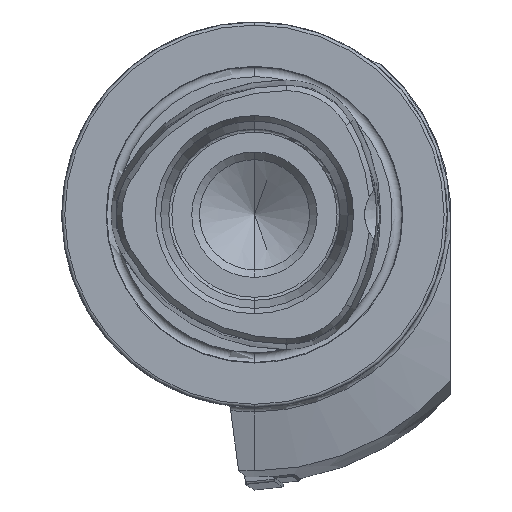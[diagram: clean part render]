
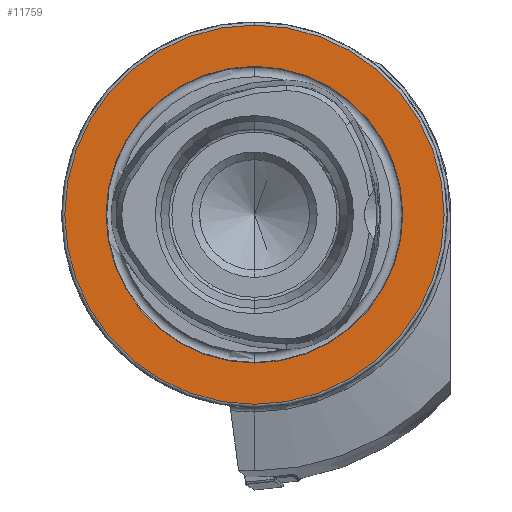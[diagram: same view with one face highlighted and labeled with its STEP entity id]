
A CAD part, left-side view. The second image highlights one B-rep face of the part: STEP entity #11759.
In plain terms, the highlighted planar face has unit normal (-1, 0, 0).
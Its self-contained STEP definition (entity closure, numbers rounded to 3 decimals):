
#697 = CIRCLE ( 'NONE', #5049, 24.25 ) ;
#705 = CIRCLE ( 'NONE', #5052, 31. ) ;
#1983 = AXIS2_PLACEMENT_3D ( 'NONE', #2592, #2597, #2598 ) ;
#2272 = CARTESIAN_POINT ( 'NONE',  ( 0., 0., -24.25 ) ) ;
#2274 = CARTESIAN_POINT ( 'NONE',  ( 0., 0., 24.25 ) ) ;
#2276 = CARTESIAN_POINT ( 'NONE',  ( 0., 0., 31. ) ) ;
#2277 = CARTESIAN_POINT ( 'NONE',  ( 0., 0., -31. ) ) ;
#2592 = CARTESIAN_POINT ( 'NONE',  ( 0., 24.25, 0. ) ) ;
#2595 = PLANE ( 'NONE',  #1983 ) ;
#2597 = DIRECTION ( 'NONE',  ( 1., 0., 0. ) ) ;
#2598 = DIRECTION ( 'NONE',  ( 0., 0., -1. ) ) ;
#4641 = CARTESIAN_POINT ( 'NONE',  ( 0., 0., 0. ) ) ;
#4642 = DIRECTION ( 'NONE',  ( -1., 0., 0. ) ) ;
#4643 = DIRECTION ( 'NONE',  ( 0., 0., 1. ) ) ;
#4651 = CARTESIAN_POINT ( 'NONE',  ( 0., 0., 0. ) ) ;
#4652 = DIRECTION ( 'NONE',  ( -1., 0., 0. ) ) ;
#4653 = DIRECTION ( 'NONE',  ( 0., 0., 1. ) ) ;
#5049 = AXIS2_PLACEMENT_3D ( 'NONE', #4641, #4642, #4643 ) ;
#5052 = AXIS2_PLACEMENT_3D ( 'NONE', #4651, #4652, #4653 ) ;
#5848 = AXIS2_PLACEMENT_3D ( 'NONE', #7155, #7156, #7157 ) ;
#5849 = AXIS2_PLACEMENT_3D ( 'NONE', #7158, #7159, #7160 ) ;
#6519 = FACE_OUTER_BOUND ( 'NONE', #9575, .T. ) ;
#6527 = FACE_BOUND ( 'NONE', #9576, .T. ) ;
#7155 = CARTESIAN_POINT ( 'NONE',  ( 0., 0., 0. ) ) ;
#7156 = DIRECTION ( 'NONE',  ( -1., 0., 0. ) ) ;
#7157 = DIRECTION ( 'NONE',  ( 0., 0., 1. ) ) ;
#7158 = CARTESIAN_POINT ( 'NONE',  ( 0., 0., 0. ) ) ;
#7159 = DIRECTION ( 'NONE',  ( -1., 0., 0. ) ) ;
#7160 = DIRECTION ( 'NONE',  ( 0., 0., 1. ) ) ;
#8349 = CIRCLE ( 'NONE', #5848, 31. ) ;
#8352 = CIRCLE ( 'NONE', #5849, 24.25 ) ;
#9535 = EDGE_CURVE ( 'NONE', #11493, #11495, #697, .T. ) ;
#9539 = EDGE_CURVE ( 'NONE', #11497, #11498, #705, .T. ) ;
#9575 = EDGE_LOOP ( 'NONE', ( #10494, #10495 ) ) ;
#9576 = EDGE_LOOP ( 'NONE', ( #10492, #10493 ) ) ;
#10280 = EDGE_CURVE ( 'NONE', #11498, #11497, #8349, .T. ) ;
#10281 = EDGE_CURVE ( 'NONE', #11495, #11493, #8352, .T. ) ;
#10492 = ORIENTED_EDGE ( 'NONE', *, *, #10281, .F. ) ;
#10493 = ORIENTED_EDGE ( 'NONE', *, *, #9535, .F. ) ;
#10494 = ORIENTED_EDGE ( 'NONE', *, *, #9539, .T. ) ;
#10495 = ORIENTED_EDGE ( 'NONE', *, *, #10280, .T. ) ;
#11493 = VERTEX_POINT ( 'NONE', #2272 ) ;
#11495 = VERTEX_POINT ( 'NONE', #2274 ) ;
#11497 = VERTEX_POINT ( 'NONE', #2276 ) ;
#11498 = VERTEX_POINT ( 'NONE', #2277 ) ;
#11759 = ADVANCED_FACE ( 'NONE', ( #6527, #6519 ), #2595, .F. ) ;
